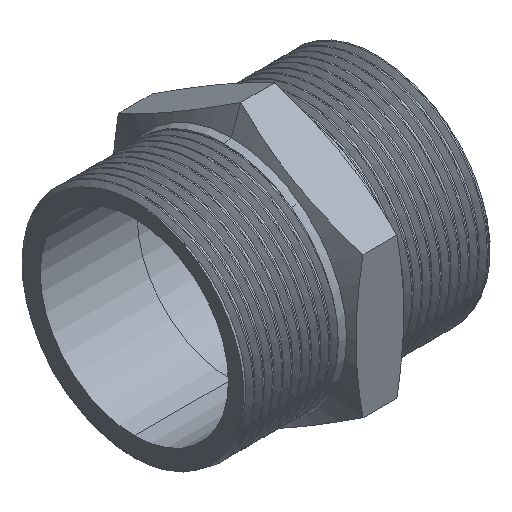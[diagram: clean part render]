
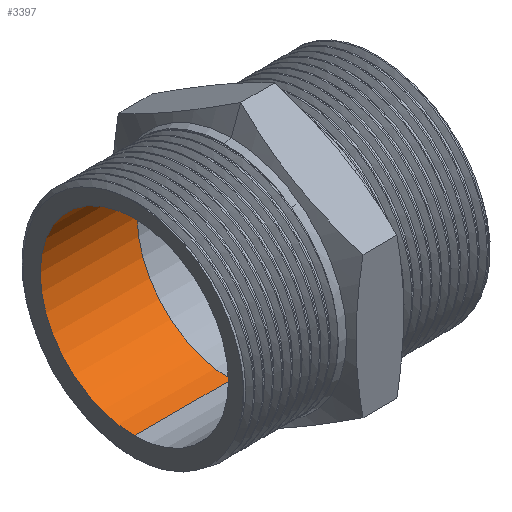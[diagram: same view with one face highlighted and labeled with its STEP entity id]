
A CAD part, isometric view. The second image highlights one B-rep face of the part: STEP entity #3397.
In plain terms, the highlighted cylindrical face has radius 25 mm (diameter 50 mm), a partial arc.
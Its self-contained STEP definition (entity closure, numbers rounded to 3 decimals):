
#341 = ORIENTED_EDGE ( 'NONE', *, *, #4966, .T. ) ;
#651 = VERTEX_POINT ( 'NONE', #2080 ) ;
#1142 = CIRCLE ( 'NONE', #5320, 25. ) ;
#1146 = DIRECTION ( 'NONE',  ( -1., 0., 0. ) ) ;
#1262 = CARTESIAN_POINT ( 'NONE',  ( -17.297, 0., 0. ) ) ;
#1273 = DIRECTION ( 'NONE',  ( 0., 0., 1. ) ) ;
#1385 = DIRECTION ( 'NONE',  ( 0., 0., 1. ) ) ;
#2080 = CARTESIAN_POINT ( 'NONE',  ( -32.75, 0., -25. ) ) ;
#2539 = DIRECTION ( 'NONE',  ( -1., 0., 0. ) ) ;
#2964 = LINE ( 'NONE', #6052, #6578 ) ;
#2972 = CARTESIAN_POINT ( 'NONE',  ( -17.297, 0., -25. ) ) ;
#3206 = CARTESIAN_POINT ( 'NONE',  ( -7., 0., 0. ) ) ;
#3229 = ORIENTED_EDGE ( 'NONE', *, *, #5046, .F. ) ;
#3380 = VERTEX_POINT ( 'NONE', #4188 ) ;
#3397 = ADVANCED_FACE ( 'NONE', ( #4269 ), #6096, .F. ) ;
#3678 = DIRECTION ( 'NONE',  ( -1., 0., 0. ) ) ;
#4012 = VERTEX_POINT ( 'NONE', #5759 ) ;
#4188 = CARTESIAN_POINT ( 'NONE',  ( -32.75, 0., 25. ) ) ;
#4269 = FACE_OUTER_BOUND ( 'NONE', #5169, .T. ) ;
#4305 = CIRCLE ( 'NONE', #7467, 25. ) ;
#4389 = DIRECTION ( 'NONE',  ( -1., 0., 0. ) ) ;
#4603 = VERTEX_POINT ( 'NONE', #7822 ) ;
#4955 = VECTOR ( 'NONE', #1146, 1000. ) ;
#4966 = EDGE_CURVE ( 'NONE', #3380, #651, #1142, .T. ) ;
#5025 = AXIS2_PLACEMENT_3D ( 'NONE', #1262, #3678, #7339 ) ;
#5046 = EDGE_CURVE ( 'NONE', #4603, #4012, #4305, .T. ) ;
#5169 = EDGE_LOOP ( 'NONE', ( #7457, #3229, #7282, #341 ) ) ;
#5320 = AXIS2_PLACEMENT_3D ( 'NONE', #5550, #4389, #1385 ) ;
#5545 = EDGE_CURVE ( 'NONE', #4603, #3380, #2964, .T. ) ;
#5550 = CARTESIAN_POINT ( 'NONE',  ( -32.75, 0., 0. ) ) ;
#5759 = CARTESIAN_POINT ( 'NONE',  ( -7., 0., -25. ) ) ;
#6052 = CARTESIAN_POINT ( 'NONE',  ( -17.297, 0., 25. ) ) ;
#6090 = DIRECTION ( 'NONE',  ( -1., 0., 0. ) ) ;
#6096 = CYLINDRICAL_SURFACE ( 'NONE', #5025, 25. ) ;
#6578 = VECTOR ( 'NONE', #6090, 1000. ) ;
#6926 = EDGE_CURVE ( 'NONE', #4012, #651, #7852, .T. ) ;
#7282 = ORIENTED_EDGE ( 'NONE', *, *, #5545, .T. ) ;
#7339 = DIRECTION ( 'NONE',  ( 0., 0., 1. ) ) ;
#7457 = ORIENTED_EDGE ( 'NONE', *, *, #6926, .F. ) ;
#7467 = AXIS2_PLACEMENT_3D ( 'NONE', #3206, #2539, #1273 ) ;
#7822 = CARTESIAN_POINT ( 'NONE',  ( -7., 0., 25. ) ) ;
#7852 = LINE ( 'NONE', #2972, #4955 ) ;
